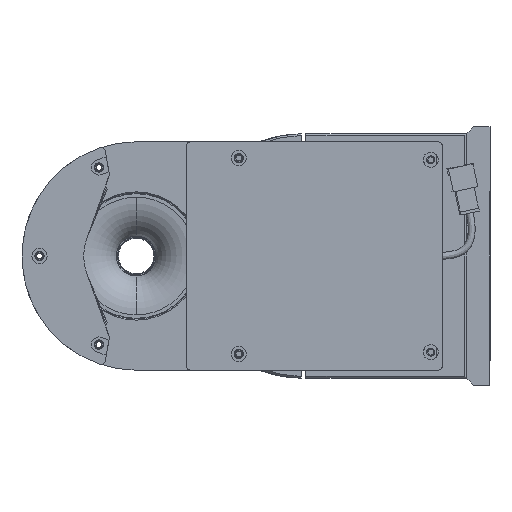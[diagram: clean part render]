
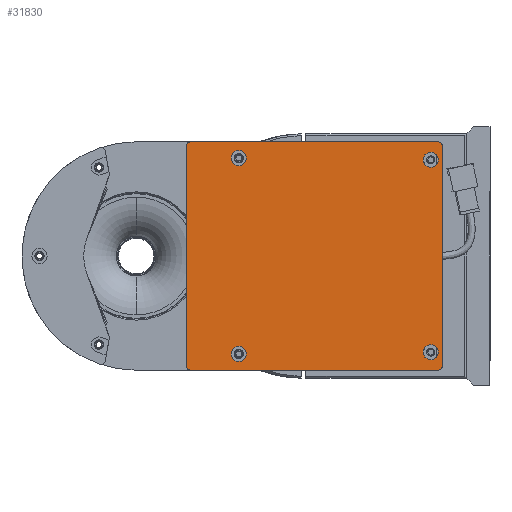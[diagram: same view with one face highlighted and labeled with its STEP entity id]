
A CAD part, front view. The second image highlights one B-rep face of the part: STEP entity #31830.
In plain terms, the highlighted planar face has unit normal (0, -1, 0).
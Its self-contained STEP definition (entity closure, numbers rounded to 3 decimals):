
#143 = VERTEX_POINT ( 'NONE', #11958 ) ;
#470 = DIRECTION ( 'NONE',  ( 1., 0., 0. ) ) ;
#756 = FACE_BOUND ( 'NONE', #27103, .T. ) ;
#1731 = DIRECTION ( 'NONE',  ( 0., -1., 0. ) ) ;
#1873 = CARTESIAN_POINT ( 'NONE',  ( 126.393, -22.996, 41.25 ) ) ;
#1893 = AXIS2_PLACEMENT_3D ( 'NONE', #39642, #21059, #2435 ) ;
#2435 = DIRECTION ( 'NONE',  ( -1., 0., 0. ) ) ;
#2471 = CIRCLE ( 'NONE', #33095, 3.25 ) ;
#2999 = CIRCLE ( 'NONE', #29030, 2. ) ;
#3517 = CARTESIAN_POINT ( 'NONE',  ( 131.393, -22.996, -49. ) ) ;
#3525 = EDGE_CURVE ( 'NONE', #143, #33482, #10485, .T. ) ;
#3639 = EDGE_LOOP ( 'NONE', ( #5214, #33469 ) ) ;
#3768 = EDGE_CURVE ( 'NONE', #26838, #18071, #12855, .T. ) ;
#3812 = EDGE_CURVE ( 'NONE', #11428, #25794, #24522, .T. ) ;
#3910 = EDGE_CURVE ( 'NONE', #26184, #13406, #9408, .T. ) ;
#4186 = DIRECTION ( 'NONE',  ( 0., -1., 0. ) ) ;
#4438 = EDGE_CURVE ( 'NONE', #18071, #34033, #2999, .T. ) ;
#4574 = VECTOR ( 'NONE', #4740, 1000. ) ;
#4740 = DIRECTION ( 'NONE',  ( -1., 0., 0. ) ) ;
#4742 = CIRCLE ( 'NONE', #1893, 3.25 ) ;
#4997 = DIRECTION ( 'NONE',  ( -1., 0., 0. ) ) ;
#5194 = ORIENTED_EDGE ( 'NONE', *, *, #27967, .T. ) ;
#5214 = ORIENTED_EDGE ( 'NONE', *, *, #3910, .F. ) ;
#5721 = ORIENTED_EDGE ( 'NONE', *, *, #4438, .T. ) ;
#7636 = ORIENTED_EDGE ( 'NONE', *, *, #35071, .T. ) ;
#7878 = LINE ( 'NONE', #3517, #35566 ) ;
#8691 = CARTESIAN_POINT ( 'NONE',  ( 44., -22.996, 42. ) ) ;
#9083 = FACE_OUTER_BOUND ( 'NONE', #27911, .T. ) ;
#9408 = CIRCLE ( 'NONE', #23819, 3.25 ) ;
#9522 = CARTESIAN_POINT ( 'NONE',  ( 44., -22.996, -42. ) ) ;
#10064 = DIRECTION ( 'NONE',  ( 0., -1., 0. ) ) ;
#10069 = CIRCLE ( 'NONE', #36499, 3.25 ) ;
#10186 = PLANE ( 'NONE',  #12863 ) ;
#10485 = CIRCLE ( 'NONE', #20989, 3.25 ) ;
#10790 = VERTEX_POINT ( 'NONE', #23104 ) ;
#10946 = DIRECTION ( 'NONE',  ( 0., -1., 0. ) ) ;
#11045 = CARTESIAN_POINT ( 'NONE',  ( 129.393, -22.996, 49. ) ) ;
#11428 = VERTEX_POINT ( 'NONE', #26439 ) ;
#11783 = EDGE_CURVE ( 'NONE', #34033, #21358, #18545, .T. ) ;
#11807 = DIRECTION ( 'NONE',  ( -1., 0., 0. ) ) ;
#11958 = CARTESIAN_POINT ( 'NONE',  ( 47.25, -22.996, -42. ) ) ;
#12540 = CARTESIAN_POINT ( 'NONE',  ( 131.393, -22.996, -47. ) ) ;
#12660 = DIRECTION ( 'NONE',  ( -1., 0., 0. ) ) ;
#12855 = LINE ( 'NONE', #35715, #4574 ) ;
#12863 = AXIS2_PLACEMENT_3D ( 'NONE', #22846, #4186, #25961 ) ;
#12895 = CARTESIAN_POINT ( 'NONE',  ( 40.75, -22.996, -42. ) ) ;
#13271 = CARTESIAN_POINT ( 'NONE',  ( 44., -22.996, 42. ) ) ;
#13282 = CARTESIAN_POINT ( 'NONE',  ( 44., -22.996, -42. ) ) ;
#13386 = VERTEX_POINT ( 'NONE', #39350 ) ;
#13400 = CARTESIAN_POINT ( 'NONE',  ( 126.393, -22.996, 41.25 ) ) ;
#13406 = VERTEX_POINT ( 'NONE', #24325 ) ;
#13602 = CARTESIAN_POINT ( 'NONE',  ( 129.393, -22.996, -47. ) ) ;
#14006 = CARTESIAN_POINT ( 'NONE',  ( 21.393, -22.996, -47. ) ) ;
#14673 = EDGE_CURVE ( 'NONE', #37624, #10790, #27275, .T. ) ;
#16404 = DIRECTION ( 'NONE',  ( -1., 0., 0. ) ) ;
#16410 = DIRECTION ( 'NONE',  ( -1., 0., 0. ) ) ;
#16512 = DIRECTION ( 'NONE',  ( -1., 0., 0. ) ) ;
#16704 = DIRECTION ( 'NONE',  ( -1., 0., 0. ) ) ;
#17107 = CARTESIAN_POINT ( 'NONE',  ( 131.393, -22.996, 47. ) ) ;
#17300 = CARTESIAN_POINT ( 'NONE',  ( 23.393, -22.996, -49. ) ) ;
#17374 = FACE_BOUND ( 'NONE', #3639, .T. ) ;
#17939 = EDGE_LOOP ( 'NONE', ( #38079, #31270 ) ) ;
#18071 = VERTEX_POINT ( 'NONE', #37601 ) ;
#18161 = DIRECTION ( 'NONE',  ( 0., -1., 0. ) ) ;
#18337 = ORIENTED_EDGE ( 'NONE', *, *, #31746, .F. ) ;
#18545 = LINE ( 'NONE', #22333, #25822 ) ;
#18701 = CIRCLE ( 'NONE', #29932, 2. ) ;
#20019 = AXIS2_PLACEMENT_3D ( 'NONE', #13602, #35332, #16704 ) ;
#20164 = EDGE_CURVE ( 'NONE', #13406, #26184, #32769, .T. ) ;
#20391 = CARTESIAN_POINT ( 'NONE',  ( 23.393, -22.996, -47. ) ) ;
#20648 = CARTESIAN_POINT ( 'NONE',  ( 123.143, -22.996, 41.25 ) ) ;
#20807 = EDGE_CURVE ( 'NONE', #21729, #13386, #2471, .T. ) ;
#20989 = AXIS2_PLACEMENT_3D ( 'NONE', #9522, #31258, #12660 ) ;
#21059 = DIRECTION ( 'NONE',  ( 0., -1., 0. ) ) ;
#21358 = VERTEX_POINT ( 'NONE', #14006 ) ;
#21656 = ORIENTED_EDGE ( 'NONE', *, *, #3525, .F. ) ;
#21729 = VERTEX_POINT ( 'NONE', #37848 ) ;
#22009 = CARTESIAN_POINT ( 'NONE',  ( 21.393, -22.996, 47. ) ) ;
#22333 = CARTESIAN_POINT ( 'NONE',  ( 21.393, -22.996, -55. ) ) ;
#22605 = VERTEX_POINT ( 'NONE', #12540 ) ;
#22697 = ORIENTED_EDGE ( 'NONE', *, *, #40053, .T. ) ;
#22846 = CARTESIAN_POINT ( 'NONE',  ( 250., -22.996, 0. ) ) ;
#23104 = CARTESIAN_POINT ( 'NONE',  ( 129.393, -22.996, -49. ) ) ;
#23509 = DIRECTION ( 'NONE',  ( -1., 0., 0. ) ) ;
#23604 = ORIENTED_EDGE ( 'NONE', *, *, #3768, .T. ) ;
#23669 = DIRECTION ( 'NONE',  ( 0., -1., 0. ) ) ;
#23819 = AXIS2_PLACEMENT_3D ( 'NONE', #8691, #30413, #11807 ) ;
#24325 = CARTESIAN_POINT ( 'NONE',  ( 47.25, -22.996, 42. ) ) ;
#24522 = CIRCLE ( 'NONE', #30811, 3.25 ) ;
#25280 = DIRECTION ( 'NONE',  ( 0., 0., 1. ) ) ;
#25426 = CARTESIAN_POINT ( 'NONE',  ( 15.667, -22.996, -49. ) ) ;
#25466 = DIRECTION ( 'NONE',  ( 0., 0., -1. ) ) ;
#25794 = VERTEX_POINT ( 'NONE', #20648 ) ;
#25822 = VECTOR ( 'NONE', #25466, 1000. ) ;
#25961 = DIRECTION ( 'NONE',  ( -1., 0., 0. ) ) ;
#26139 = CIRCLE ( 'NONE', #20019, 2. ) ;
#26184 = VERTEX_POINT ( 'NONE', #35397 ) ;
#26439 = CARTESIAN_POINT ( 'NONE',  ( 129.643, -22.996, 41.25 ) ) ;
#26636 = FACE_BOUND ( 'NONE', #17939, .T. ) ;
#26838 = VERTEX_POINT ( 'NONE', #11045 ) ;
#27103 = EDGE_LOOP ( 'NONE', ( #31316, #30238 ) ) ;
#27275 = LINE ( 'NONE', #25426, #35490 ) ;
#27911 = EDGE_LOOP ( 'NONE', ( #23604, #5721, #29980, #5194, #37990, #27994, #22697, #7636 ) ) ;
#27967 = EDGE_CURVE ( 'NONE', #21358, #37624, #30619, .T. ) ;
#27994 = ORIENTED_EDGE ( 'NONE', *, *, #28762, .T. ) ;
#28655 = CARTESIAN_POINT ( 'NONE',  ( 129.393, -22.996, 47. ) ) ;
#28762 = EDGE_CURVE ( 'NONE', #10790, #22605, #26139, .T. ) ;
#28923 = AXIS2_PLACEMENT_3D ( 'NONE', #13400, #35120, #16512 ) ;
#29030 = AXIS2_PLACEMENT_3D ( 'NONE', #36715, #18161, #39853 ) ;
#29539 = CARTESIAN_POINT ( 'NONE',  ( 126.393, -22.996, -41.25 ) ) ;
#29932 = AXIS2_PLACEMENT_3D ( 'NONE', #28655, #10064, #31759 ) ;
#29980 = ORIENTED_EDGE ( 'NONE', *, *, #11783, .T. ) ;
#30238 = ORIENTED_EDGE ( 'NONE', *, *, #31535, .F. ) ;
#30413 = DIRECTION ( 'NONE',  ( 0., -1., 0. ) ) ;
#30619 = CIRCLE ( 'NONE', #37101, 2. ) ;
#30811 = AXIS2_PLACEMENT_3D ( 'NONE', #1873, #23669, #4997 ) ;
#31258 = DIRECTION ( 'NONE',  ( 0., -1., 0. ) ) ;
#31270 = ORIENTED_EDGE ( 'NONE', *, *, #3812, .F. ) ;
#31316 = ORIENTED_EDGE ( 'NONE', *, *, #20807, .F. ) ;
#31535 = EDGE_CURVE ( 'NONE', #13386, #21729, #4742, .T. ) ;
#31746 = EDGE_CURVE ( 'NONE', #33482, #143, #10069, .T. ) ;
#31759 = DIRECTION ( 'NONE',  ( -1., 0., 0. ) ) ;
#31830 = ADVANCED_FACE ( 'NONE', ( #33847, #17374, #756, #26636, #9083 ), #10186, .T. ) ;
#32628 = DIRECTION ( 'NONE',  ( -1., 0., 0. ) ) ;
#32707 = EDGE_LOOP ( 'NONE', ( #18337, #21656 ) ) ;
#32769 = CIRCLE ( 'NONE', #36196, 3.25 ) ;
#33095 = AXIS2_PLACEMENT_3D ( 'NONE', #29539, #10946, #32628 ) ;
#33469 = ORIENTED_EDGE ( 'NONE', *, *, #20164, .F. ) ;
#33482 = VERTEX_POINT ( 'NONE', #12895 ) ;
#33847 = FACE_BOUND ( 'NONE', #32707, .T. ) ;
#33882 = CIRCLE ( 'NONE', #28923, 3.25 ) ;
#34033 = VERTEX_POINT ( 'NONE', #22009 ) ;
#35000 = DIRECTION ( 'NONE',  ( 0., -1., 0. ) ) ;
#35009 = DIRECTION ( 'NONE',  ( 0., -1., 0. ) ) ;
#35071 = EDGE_CURVE ( 'NONE', #35247, #26838, #18701, .T. ) ;
#35120 = DIRECTION ( 'NONE',  ( 0., -1., 0. ) ) ;
#35247 = VERTEX_POINT ( 'NONE', #17107 ) ;
#35332 = DIRECTION ( 'NONE',  ( 0., -1., 0. ) ) ;
#35397 = CARTESIAN_POINT ( 'NONE',  ( 40.75, -22.996, 42. ) ) ;
#35490 = VECTOR ( 'NONE', #470, 1000. ) ;
#35566 = VECTOR ( 'NONE', #25280, 1000. ) ;
#35715 = CARTESIAN_POINT ( 'NONE',  ( 131.393, -22.996, 49. ) ) ;
#36196 = AXIS2_PLACEMENT_3D ( 'NONE', #13271, #35000, #16404 ) ;
#36499 = AXIS2_PLACEMENT_3D ( 'NONE', #13282, #35009, #16410 ) ;
#36715 = CARTESIAN_POINT ( 'NONE',  ( 23.393, -22.996, 47. ) ) ;
#37032 = EDGE_CURVE ( 'NONE', #25794, #11428, #33882, .T. ) ;
#37101 = AXIS2_PLACEMENT_3D ( 'NONE', #20391, #1731, #23509 ) ;
#37601 = CARTESIAN_POINT ( 'NONE',  ( 23.393, -22.996, 49. ) ) ;
#37624 = VERTEX_POINT ( 'NONE', #17300 ) ;
#37848 = CARTESIAN_POINT ( 'NONE',  ( 123.143, -22.996, -41.25 ) ) ;
#37990 = ORIENTED_EDGE ( 'NONE', *, *, #14673, .T. ) ;
#38079 = ORIENTED_EDGE ( 'NONE', *, *, #37032, .F. ) ;
#39350 = CARTESIAN_POINT ( 'NONE',  ( 129.643, -22.996, -41.25 ) ) ;
#39642 = CARTESIAN_POINT ( 'NONE',  ( 126.393, -22.996, -41.25 ) ) ;
#39853 = DIRECTION ( 'NONE',  ( -1., 0., 0. ) ) ;
#40053 = EDGE_CURVE ( 'NONE', #22605, #35247, #7878, .T. ) ;
